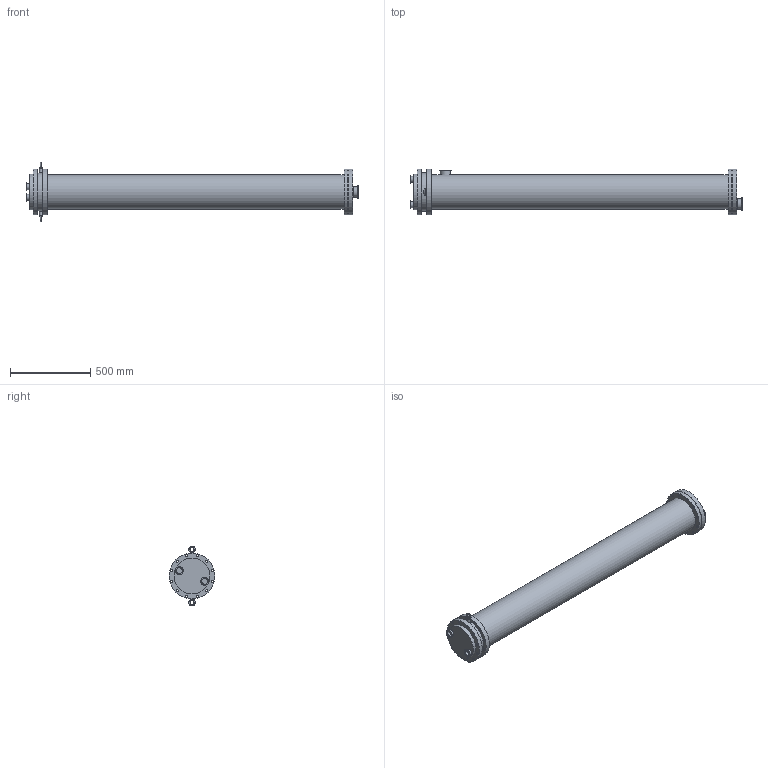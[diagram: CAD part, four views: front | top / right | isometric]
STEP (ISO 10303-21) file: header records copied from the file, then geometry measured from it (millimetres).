
FILE_DESCRIPTION(/* description */ (''),/* implementation_level */ '2;1');
FILE_NAME(/* name */ 'HEX10U-8B-25-15.stp',/* time_stamp */ '2024-04-18T15:49:18+09:00',/* author */ ('autocad33'),/* organization */ (''),/* preprocessor_version */ 'ST-DEVELOPER v19.2',/* originating_system */ 'Autodesk Inventor 2023',/* authorisation */ '');
FILE_SCHEMA (('AUTOMOTIVE_DESIGN { 1 0 10303 214 3 1 1 }'));
Length unit declared in the file: millimetre
Products named in the file (1): HEX10U-8B-25-15
Bounding box: 2064 x 285 x 370.99 mm (x, y, z)
Volume: 76906239.1 mm3; surface area: 1740539.5 mm2
Topology: 1 solids, 1 shells, 100 faces, 245 edges, 160 vertices
Faces by surface type: cylinder 71, plane 16, cone 10, bspline 2, torus 1
Full cylindrical faces by diameter (mm): 13 x48, 20 x2, 35.7 x2, 38.1 x2, 50.3 x2, 59.5 x2, 63.5 x2, 77.5 x2, 216.3 x1, 222 x1, 238 x2, 285 x4
Entity records: 3778 total; most frequent: CARTESIAN_POINT 1084, DIRECTION 562, ORIENTED_EDGE 490, EDGE_CURVE 245, AXIS2_PLACEMENT_3D 243, EDGE_LOOP 213, VERTEX_POINT 160, CIRCLE 144
